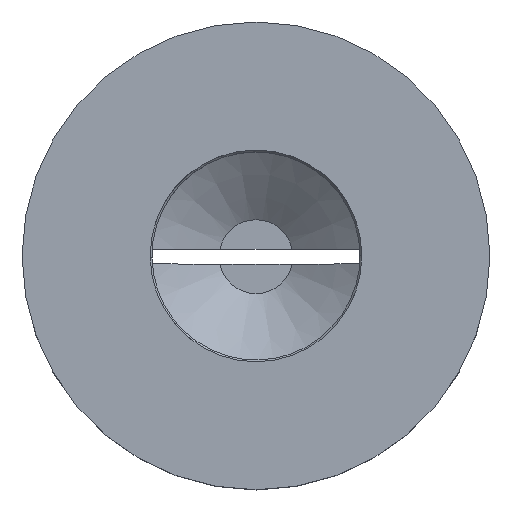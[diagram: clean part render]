
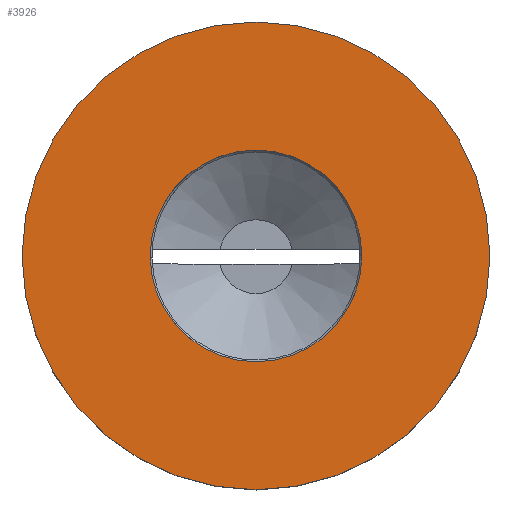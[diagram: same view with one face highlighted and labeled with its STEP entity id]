
A CAD part, top view. The second image highlights one B-rep face of the part: STEP entity #3926.
In plain terms, the highlighted planar face has unit normal (0, 0, 1).
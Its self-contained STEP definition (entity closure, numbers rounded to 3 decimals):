
#2311 = CYLINDRICAL_SURFACE('',#2312,95.);
#2312 = AXIS2_PLACEMENT_3D('',#2313,#2314,#2315);
#2313 = CARTESIAN_POINT('',(0.,0.,179.999));
#2314 = DIRECTION('',(0.,0.,-1.));
#2315 = DIRECTION('',(1.,0.,0.));
#3086 = EDGE_CURVE('',#3087,#3087,#3089,.T.);
#3087 = VERTEX_POINT('',#3088);
#3088 = CARTESIAN_POINT('',(95.,0.,179.999));
#3089 = SURFACE_CURVE('',#3090,(#3095,#3102),.PCURVE_S1.);
#3090 = CIRCLE('',#3091,95.);
#3091 = AXIS2_PLACEMENT_3D('',#3092,#3093,#3094);
#3092 = CARTESIAN_POINT('',(0.,0.,179.999));
#3093 = DIRECTION('',(0.,0.,-1.));
#3094 = DIRECTION('',(1.,0.,0.));
#3095 = PCURVE('',#2311,#3096);
#3096 = DEFINITIONAL_REPRESENTATION('',(#3097),#3101);
#3097 = LINE('',#3098,#3099);
#3098 = CARTESIAN_POINT('',(0.,0.));
#3099 = VECTOR('',#3100,1.);
#3100 = DIRECTION('',(1.,0.));
#3101 = ( GEOMETRIC_REPRESENTATION_CONTEXT(2) 
PARAMETRIC_REPRESENTATION_CONTEXT() REPRESENTATION_CONTEXT('2D SPACE',''
  ) );
#3102 = PCURVE('',#3103,#3108);
#3103 = PLANE('',#3104);
#3104 = AXIS2_PLACEMENT_3D('',#3105,#3106,#3107);
#3105 = CARTESIAN_POINT('',(0.,0.,179.999));
#3106 = DIRECTION('',(0.,0.,-1.));
#3107 = DIRECTION('',(1.,0.,0.));
#3108 = DEFINITIONAL_REPRESENTATION('',(#3109),#3113);
#3109 = CIRCLE('',#3110,95.);
#3110 = AXIS2_PLACEMENT_2D('',#3111,#3112);
#3111 = CARTESIAN_POINT('',(0.,0.));
#3112 = DIRECTION('',(1.,-0.));
#3113 = ( GEOMETRIC_REPRESENTATION_CONTEXT(2) 
PARAMETRIC_REPRESENTATION_CONTEXT() REPRESENTATION_CONTEXT('2D SPACE',''
  ) );
#3858 = CYLINDRICAL_SURFACE('',#3859,43.);
#3859 = AXIS2_PLACEMENT_3D('',#3860,#3861,#3862);
#3860 = CARTESIAN_POINT('',(0.,0.,19.999));
#3861 = DIRECTION('',(0.,0.,1.));
#3862 = DIRECTION('',(1.,0.,0.));
#3926 = ADVANCED_FACE('',(#3927,#3953),#3103,.F.);
#3927 = FACE_BOUND('',#3928,.T.);
#3928 = EDGE_LOOP('',(#3929));
#3929 = ORIENTED_EDGE('',*,*,#3930,.T.);
#3930 = EDGE_CURVE('',#3931,#3931,#3933,.T.);
#3931 = VERTEX_POINT('',#3932);
#3932 = CARTESIAN_POINT('',(43.,0.,179.999));
#3933 = SURFACE_CURVE('',#3934,(#3939,#3946),.PCURVE_S1.);
#3934 = CIRCLE('',#3935,43.);
#3935 = AXIS2_PLACEMENT_3D('',#3936,#3937,#3938);
#3936 = CARTESIAN_POINT('',(0.,0.,179.999));
#3937 = DIRECTION('',(0.,0.,-1.));
#3938 = DIRECTION('',(1.,0.,0.));
#3939 = PCURVE('',#3103,#3940);
#3940 = DEFINITIONAL_REPRESENTATION('',(#3941),#3945);
#3941 = CIRCLE('',#3942,43.);
#3942 = AXIS2_PLACEMENT_2D('',#3943,#3944);
#3943 = CARTESIAN_POINT('',(0.,0.));
#3944 = DIRECTION('',(1.,-0.));
#3945 = ( GEOMETRIC_REPRESENTATION_CONTEXT(2) 
PARAMETRIC_REPRESENTATION_CONTEXT() REPRESENTATION_CONTEXT('2D SPACE',''
  ) );
#3946 = PCURVE('',#3858,#3947);
#3947 = DEFINITIONAL_REPRESENTATION('',(#3948),#3952);
#3948 = LINE('',#3949,#3950);
#3949 = CARTESIAN_POINT('',(-0.,160.));
#3950 = VECTOR('',#3951,1.);
#3951 = DIRECTION('',(-1.,0.));
#3952 = ( GEOMETRIC_REPRESENTATION_CONTEXT(2) 
PARAMETRIC_REPRESENTATION_CONTEXT() REPRESENTATION_CONTEXT('2D SPACE',''
  ) );
#3953 = FACE_BOUND('',#3954,.T.);
#3954 = EDGE_LOOP('',(#3955));
#3955 = ORIENTED_EDGE('',*,*,#3086,.F.);
